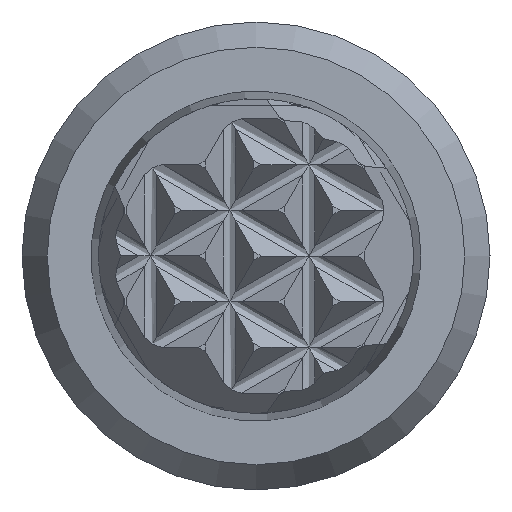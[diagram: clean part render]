
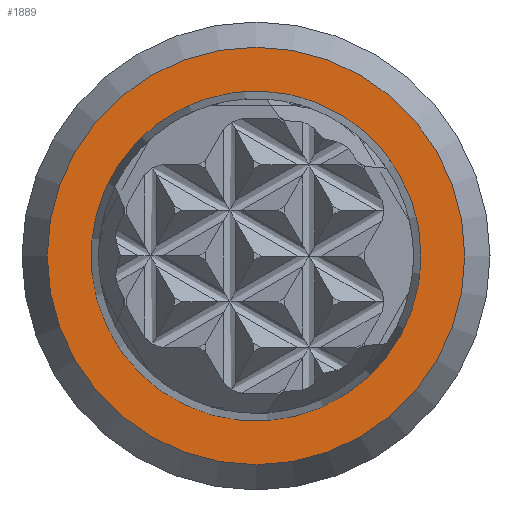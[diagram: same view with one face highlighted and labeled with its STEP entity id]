
A CAD part, left-side view. The second image highlights one B-rep face of the part: STEP entity #1889.
In plain terms, the highlighted planar face has unit normal (-1, 0, 0).
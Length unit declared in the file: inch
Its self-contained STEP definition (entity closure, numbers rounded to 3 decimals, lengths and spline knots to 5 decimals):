
#63 = AXIS2_PLACEMENT_3D ( 'NONE', #5682, #3128, #5687 ) ;
#148 = DIRECTION ( 'NONE',  ( -1., 0., 0. ) ) ;
#335 = EDGE_LOOP ( 'NONE', ( #6003 ) ) ;
#558 = AXIS2_PLACEMENT_3D ( 'NONE', #3145, #148, #4175 ) ;
#635 = CIRCLE ( 'NONE', #6415, 0.01897 ) ;
#715 = EDGE_CURVE ( 'NONE', #4062, #4062, #1895, .T. ) ;
#993 = VERTEX_POINT ( 'NONE', #2208 ) ;
#1575 = CARTESIAN_POINT ( 'NONE',  ( -0.05651, 0., 0. ) ) ;
#1889 = ADVANCED_FACE ( 'NONE', ( #6497, #4937 ), #5155, .T. ) ;
#1895 = CIRCLE ( 'NONE', #63, 0.024 ) ;
#2208 = CARTESIAN_POINT ( 'NONE',  ( -0.05651, -0.01897, 0. ) ) ;
#3128 = DIRECTION ( 'NONE',  ( 1., 0., 0. ) ) ;
#3145 = CARTESIAN_POINT ( 'NONE',  ( -0.05651, 0., 0. ) ) ;
#3238 = CARTESIAN_POINT ( 'NONE',  ( -0.05651, 0.024, 0. ) ) ;
#3337 = EDGE_CURVE ( 'NONE', #993, #993, #635, .T. ) ;
#4062 = VERTEX_POINT ( 'NONE', #3238 ) ;
#4118 = DIRECTION ( 'NONE',  ( -1., 0., 0. ) ) ;
#4175 = DIRECTION ( 'NONE',  ( 0., -1., 0. ) ) ;
#4599 = ORIENTED_EDGE ( 'NONE', *, *, #715, .F. ) ;
#4937 = FACE_OUTER_BOUND ( 'NONE', #5244, .T. ) ;
#5155 = PLANE ( 'NONE',  #558 ) ;
#5244 = EDGE_LOOP ( 'NONE', ( #4599 ) ) ;
#5619 = DIRECTION ( 'NONE',  ( 0., -1., 0. ) ) ;
#5682 = CARTESIAN_POINT ( 'NONE',  ( -0.05651, 0., 0. ) ) ;
#5687 = DIRECTION ( 'NONE',  ( 0., 1., 0. ) ) ;
#6003 = ORIENTED_EDGE ( 'NONE', *, *, #3337, .F. ) ;
#6415 = AXIS2_PLACEMENT_3D ( 'NONE', #1575, #4118, #5619 ) ;
#6497 = FACE_BOUND ( 'NONE', #335, .T. ) ;
